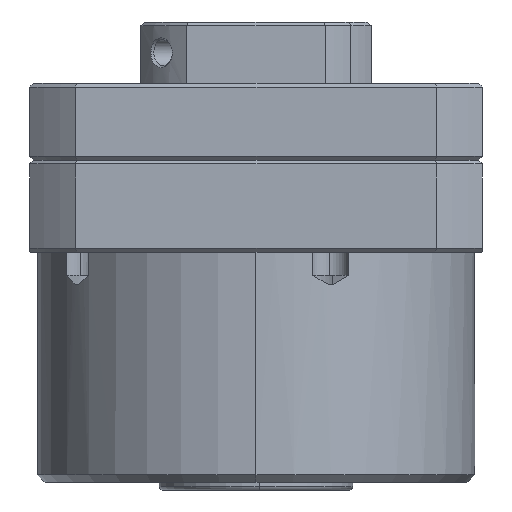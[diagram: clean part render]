
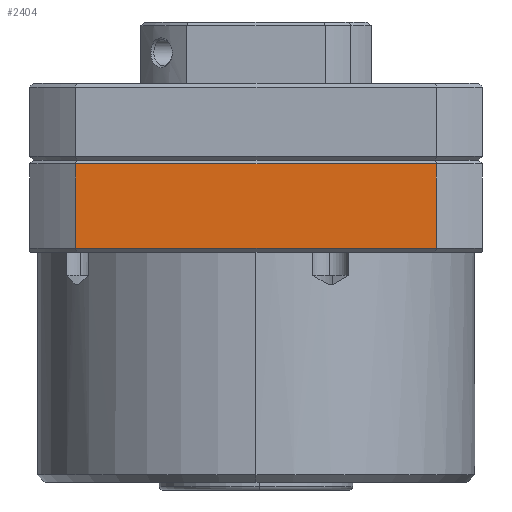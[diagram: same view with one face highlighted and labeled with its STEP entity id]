
A CAD part, left-side view. The second image highlights one B-rep face of the part: STEP entity #2404.
In plain terms, the highlighted planar face has unit normal (-1, 0, 0).
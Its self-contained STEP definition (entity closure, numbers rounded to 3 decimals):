
#12 = DIRECTION ( 'NONE',  ( 0., 0., -1. ) ) ;
#524 = VECTOR ( 'NONE', #1688, 1000. ) ;
#876 = EDGE_CURVE ( 'NONE', #5435, #7897, #7410, .T. ) ;
#1292 = EDGE_CURVE ( 'NONE', #2842, #7897, #7617, .T. ) ;
#1333 = DIRECTION ( 'NONE',  ( 0., 0., 1. ) ) ;
#1362 = DIRECTION ( 'NONE',  ( -1., 0., 0. ) ) ;
#1380 = EDGE_CURVE ( 'NONE', #5435, #2839, #2204, .T. ) ;
#1688 = DIRECTION ( 'NONE',  ( 0., -1., 0. ) ) ;
#1786 = CARTESIAN_POINT ( 'NONE',  ( -36., -23.516, -11.5 ) ) ;
#1945 = PLANE ( 'NONE',  #3959 ) ;
#2128 = CARTESIAN_POINT ( 'NONE',  ( -36., -29.5, -11.5 ) ) ;
#2204 = LINE ( 'NONE', #2128, #524 ) ;
#2404 = ADVANCED_FACE ( 'NONE', ( #3840 ), #1945, .T. ) ;
#2515 = VECTOR ( 'NONE', #12, 1000. ) ;
#2839 = VERTEX_POINT ( 'NONE', #1786 ) ;
#2842 = VERTEX_POINT ( 'NONE', #6638 ) ;
#2872 = CARTESIAN_POINT ( 'NONE',  ( -36., 23.516, -11.5 ) ) ;
#3531 = ORIENTED_EDGE ( 'NONE', *, *, #1380, .T. ) ;
#3672 = VECTOR ( 'NONE', #4854, 1000. ) ;
#3770 = CARTESIAN_POINT ( 'NONE',  ( -36., 23.516, 29.63 ) ) ;
#3840 = FACE_OUTER_BOUND ( 'NONE', #6532, .T. ) ;
#3959 = AXIS2_PLACEMENT_3D ( 'NONE', #4373, #1362, #1333 ) ;
#4170 = LINE ( 'NONE', #4419, #2515 ) ;
#4247 = VECTOR ( 'NONE', #8077, 1000. ) ;
#4373 = CARTESIAN_POINT ( 'NONE',  ( -36., -29.5, -42. ) ) ;
#4419 = CARTESIAN_POINT ( 'NONE',  ( -36., -23.516, 29.63 ) ) ;
#4854 = DIRECTION ( 'NONE',  ( 0., 0., 1. ) ) ;
#4970 = ORIENTED_EDGE ( 'NONE', *, *, #876, .F. ) ;
#5151 = ORIENTED_EDGE ( 'NONE', *, *, #7913, .F. ) ;
#5435 = VERTEX_POINT ( 'NONE', #2872 ) ;
#6532 = EDGE_LOOP ( 'NONE', ( #4970, #3531, #5151, #6857 ) ) ;
#6638 = CARTESIAN_POINT ( 'NONE',  ( -36., -23.516, -0.5 ) ) ;
#6857 = ORIENTED_EDGE ( 'NONE', *, *, #1292, .T. ) ;
#7410 = LINE ( 'NONE', #3770, #3672 ) ;
#7617 = LINE ( 'NONE', #7680, #4247 ) ;
#7680 = CARTESIAN_POINT ( 'NONE',  ( -36., -29.5, -0.5 ) ) ;
#7897 = VERTEX_POINT ( 'NONE', #8172 ) ;
#7913 = EDGE_CURVE ( 'NONE', #2842, #2839, #4170, .T. ) ;
#8077 = DIRECTION ( 'NONE',  ( 0., 1., 0. ) ) ;
#8172 = CARTESIAN_POINT ( 'NONE',  ( -36., 23.516, -0.5 ) ) ;
